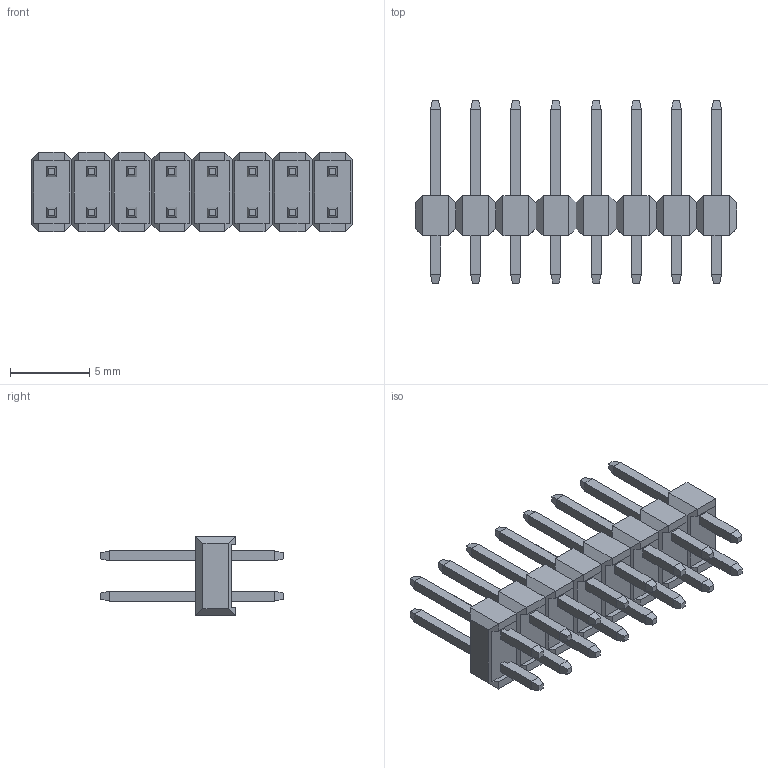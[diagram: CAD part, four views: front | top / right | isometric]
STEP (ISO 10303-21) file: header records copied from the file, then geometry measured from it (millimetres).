
FILE_DESCRIPTION (( 'STEP AP214' ), '1' );
FILE_NAME ('HEADER 2X8.STEP', '2013-11-27T11:06:04', ( '' ), ( '' ), 'SwSTEP 2.0', 'SolidWorks 2012', '' );
FILE_SCHEMA (( 'AUTOMOTIVE_DESIGN' ));
Length unit declared in the file: millimetre
Products named in the file (1): HEADER 2X8
Bounding box: 20.32 x 11.54 x 5.04 mm (x, y, z)
Volume: 276.7 mm3; surface area: 714.7 mm2
Topology: 1 solids, 1 shells, 422 faces, 944 edges, 556 vertices
Faces by surface type: plane 422
Entity records: 15844 total; most frequent: CARTESIAN_POINT 1923, ORIENTED_EDGE 1888, DIRECTION 1790, LINE 944, EDGE_CURVE 944, VECTOR 944, VERTEX_POINT 556, EDGE_LOOP 454
